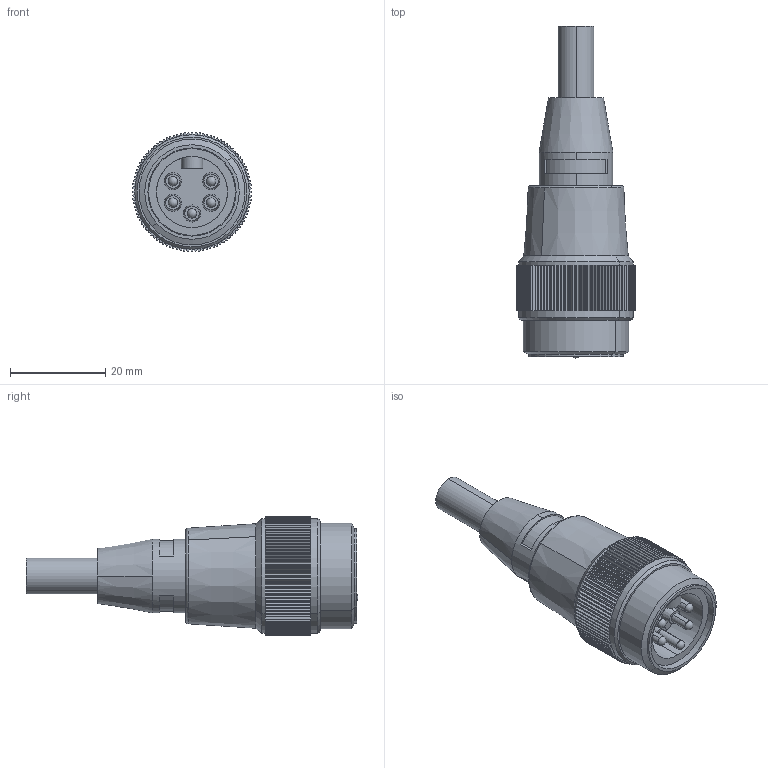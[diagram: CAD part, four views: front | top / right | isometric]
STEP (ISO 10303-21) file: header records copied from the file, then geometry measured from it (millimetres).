
FILE_DESCRIPTION((''),'2;1');
FILE_NAME('MZ5-M_ASM','2019-04-24T',('Administrator'),(''),'PRO/ENGINEER BY PARAMETRIC TECHNOLOGY CORPORATION, 2012480','PRO/ENGINEER BY PARAMETRIC TECHNOLOGY CORPORATION, 2012480','');
FILE_SCHEMA(('CONFIG_CONTROL_DESIGN'));
Length unit declared in the file: millimetre
Products named in the file (1): MZ5-M_ASM
Bounding box: 25 x 69.59 x 25 mm (x, y, z)
Volume: 15393.1 mm3; surface area: 9858.4 mm2
Topology: 2 solids, 17 shells, 506 faces, 1339 edges, 878 vertices
Faces by surface type: plane 266, cylinder 201, cone 30, sphere 5, torus 4
Entity records: 15697 total; most frequent: DIRECTION 2792, CARTESIAN_POINT 2720, ORIENTED_EDGE 2638, EDGE_CURVE 1319, AXIS2_PLACEMENT_3D 969, VERTEX_POINT 878, VECTOR 854, LINE 854
